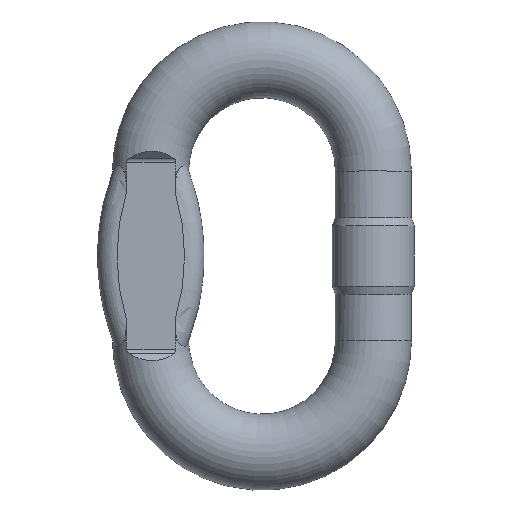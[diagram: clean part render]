
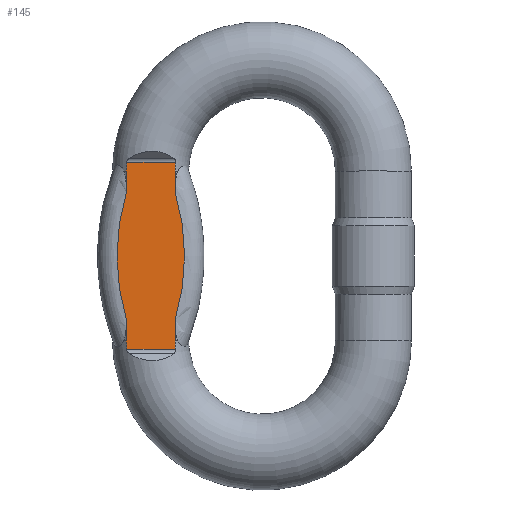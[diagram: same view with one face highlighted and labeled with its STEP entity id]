
A CAD part, top view. The second image highlights one B-rep face of the part: STEP entity #145.
In plain terms, the highlighted planar face has unit normal (0, 0, 1).
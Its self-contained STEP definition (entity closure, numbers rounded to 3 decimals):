
#35=PLANE('',#697);
#42=LINE('',#1086,#58);
#43=LINE('',#1096,#59);
#45=LINE('',#1135,#61);
#46=LINE('',#1144,#62);
#52=LINE('',#1369,#68);
#53=LINE('',#1371,#69);
#58=VECTOR('',#748,1.);
#59=VECTOR('',#751,1.);
#61=VECTOR('',#769,1.);
#62=VECTOR('',#772,1.);
#68=VECTOR('',#824,1.);
#69=VECTOR('',#827,1.);
#110=FACE_OUTER_BOUND('',#249,.T.);
#145=ADVANCED_FACE('',(#110),#35,.T.);
#249=EDGE_LOOP('',(#372,#373,#374,#375,#376,#377,#378,#379,#380,#381,#382,
#383));
#372=ORIENTED_EDGE('',*,*,#543,.F.);
#373=ORIENTED_EDGE('',*,*,#600,.T.);
#374=ORIENTED_EDGE('',*,*,#538,.F.);
#375=ORIENTED_EDGE('',*,*,#563,.F.);
#376=ORIENTED_EDGE('',*,*,#601,.T.);
#377=ORIENTED_EDGE('',*,*,#561,.F.);
#378=ORIENTED_EDGE('',*,*,#574,.F.);
#379=ORIENTED_EDGE('',*,*,#602,.T.);
#380=ORIENTED_EDGE('',*,*,#569,.F.);
#381=ORIENTED_EDGE('',*,*,#551,.F.);
#382=ORIENTED_EDGE('',*,*,#603,.T.);
#383=ORIENTED_EDGE('',*,*,#549,.F.);
#472=VERTEX_POINT('',#1024);
#473=VERTEX_POINT('',#1026);
#477=VERTEX_POINT('',#1061);
#478=VERTEX_POINT('',#1063);
#481=VERTEX_POINT('',#1085);
#482=VERTEX_POINT('',#1094);
#484=VERTEX_POINT('',#1097);
#491=VERTEX_POINT('',#1132);
#492=VERTEX_POINT('',#1134);
#493=VERTEX_POINT('',#1143);
#497=VERTEX_POINT('',#1182);
#501=VERTEX_POINT('',#1217);
#538=EDGE_CURVE('',#472,#473,#620,.T.);
#543=EDGE_CURVE('',#477,#478,#621,.T.);
#549=EDGE_CURVE('',#478,#481,#42,.T.);
#551=EDGE_CURVE('',#482,#484,#43,.T.);
#561=EDGE_CURVE('',#492,#491,#45,.T.);
#563=EDGE_CURVE('',#493,#472,#46,.T.);
#569=EDGE_CURVE('',#484,#497,#629,.T.);
#574=EDGE_CURVE('',#501,#492,#630,.T.);
#600=EDGE_CURVE('',#477,#473,#52,.T.);
#601=EDGE_CURVE('',#493,#491,#640,.T.);
#602=EDGE_CURVE('',#501,#497,#53,.T.);
#603=EDGE_CURVE('',#482,#481,#641,.T.);
#620=CIRCLE('',#655,14.847);
#621=CIRCLE('',#656,23.153);
#629=CIRCLE('',#675,23.153);
#630=CIRCLE('',#676,14.847);
#640=CIRCLE('',#695,37.682);
#641=CIRCLE('',#696,37.682);
#655=AXIS2_PLACEMENT_3D('',#1025,#734,#735);
#656=AXIS2_PLACEMENT_3D('',#1062,#736,#737);
#675=AXIS2_PLACEMENT_3D('',#1181,#780,#781);
#676=AXIS2_PLACEMENT_3D('',#1218,#782,#783);
#695=AXIS2_PLACEMENT_3D('',#1370,#825,#826);
#696=AXIS2_PLACEMENT_3D('',#1372,#828,#829);
#697=AXIS2_PLACEMENT_3D('',#1373,#830,#831);
#734=DIRECTION('',(0.,0.,1.));
#735=DIRECTION('',(-1.,0.,0.));
#736=DIRECTION('',(0.,0.,-1.));
#737=DIRECTION('',(1.,0.,0.));
#748=DIRECTION('',(0.,1.,0.));
#751=DIRECTION('',(0.,1.,0.));
#769=DIRECTION('',(0.,-1.,0.));
#772=DIRECTION('',(0.,-1.,0.));
#780=DIRECTION('',(0.,0.,-1.));
#781=DIRECTION('',(1.,0.,0.));
#782=DIRECTION('',(0.,0.,1.));
#783=DIRECTION('',(-1.,0.,0.));
#824=DIRECTION('',(1.,0.,0.));
#825=DIRECTION('',(0.,0.,1.));
#826=DIRECTION('',(1.,0.,0.));
#827=DIRECTION('',(-1.,0.,0.));
#828=DIRECTION('',(0.,0.,1.));
#829=DIRECTION('',(1.,0.,0.));
#830=DIRECTION('',(0.,0.,1.));
#831=DIRECTION('',(1.,0.,0.));
#1024=CARTESIAN_POINT('',(-14.847,-14.5,5.));
#1025=CARTESIAN_POINT('',(0.,-14.5,5.));
#1026=CARTESIAN_POINT('',(-14.775,-15.961,5.));
#1061=CARTESIAN_POINT('',(-23.107,-15.961,5.));
#1062=CARTESIAN_POINT('',(0.,-14.5,5.));
#1063=CARTESIAN_POINT('',(-23.153,-14.5,5.));
#1085=CARTESIAN_POINT('',(-23.153,-10.908,5.));
#1086=CARTESIAN_POINT('',(-23.153,14.5,5.));
#1094=CARTESIAN_POINT('',(-23.153,10.908,5.));
#1096=CARTESIAN_POINT('',(-23.153,14.5,5.));
#1097=CARTESIAN_POINT('',(-23.153,14.5,5.));
#1132=CARTESIAN_POINT('',(-14.847,10.908,5.));
#1134=CARTESIAN_POINT('',(-14.847,14.5,5.));
#1135=CARTESIAN_POINT('',(-14.847,14.5,5.));
#1143=CARTESIAN_POINT('',(-14.847,-10.908,5.));
#1144=CARTESIAN_POINT('',(-14.847,14.5,5.));
#1181=CARTESIAN_POINT('',(0.,14.5,5.));
#1182=CARTESIAN_POINT('',(-23.107,15.961,5.));
#1217=CARTESIAN_POINT('',(-14.775,15.961,5.));
#1218=CARTESIAN_POINT('',(0.,14.5,5.));
#1369=CARTESIAN_POINT('',(-25.5,-15.961,5.));
#1370=CARTESIAN_POINT('',(-50.915,0.,5.));
#1371=CARTESIAN_POINT('',(-25.5,15.961,5.));
#1372=CARTESIAN_POINT('',(12.915,0.,5.));
#1373=CARTESIAN_POINT('',(-25.5,-17.875,5.));
